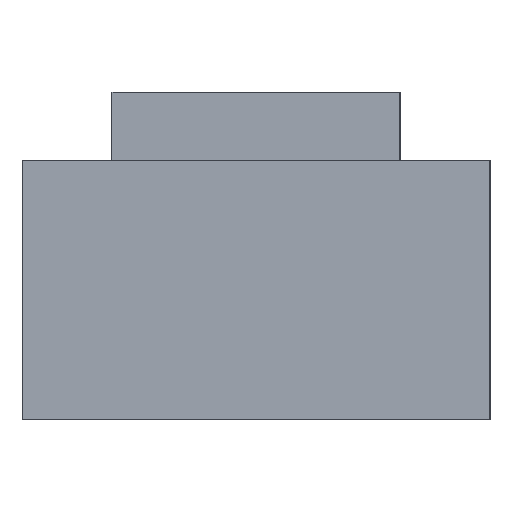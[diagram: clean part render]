
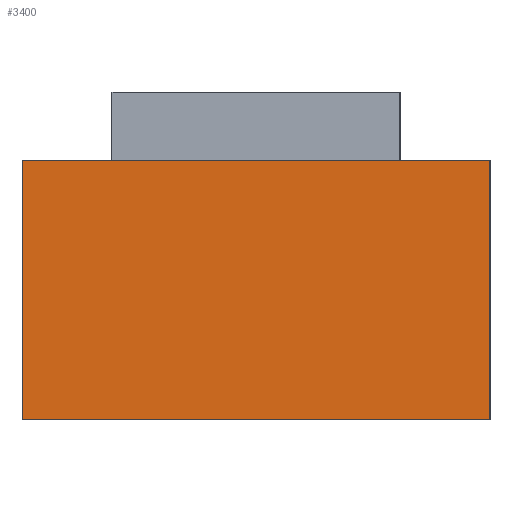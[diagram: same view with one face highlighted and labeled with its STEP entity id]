
A CAD part, front view. The second image highlights one B-rep face of the part: STEP entity #3400.
In plain terms, the highlighted planar face has unit normal (0, -1, 0).
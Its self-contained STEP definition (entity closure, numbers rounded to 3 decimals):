
#138=FACE_OUTER_BOUND('',#332,.T.);
#332=EDGE_LOOP('',(#2686,#2687,#2688,#2689));
#644=LINE('',#4976,#1117);
#793=LINE('',#5276,#1266);
#794=LINE('',#5277,#1267);
#795=LINE('',#5278,#1268);
#1117=VECTOR('',#3981,13.);
#1266=VECTOR('',#4268,13.);
#1267=VECTOR('',#4269,7.2);
#1268=VECTOR('',#4270,7.2);
#1554=VERTEX_POINT('',#4970);
#1556=VERTEX_POINT('',#4974);
#1637=VERTEX_POINT('',#5274);
#1638=VERTEX_POINT('',#5275);
#1894=EDGE_CURVE('',#1554,#1556,#644,.T.);
#2043=EDGE_CURVE('',#1637,#1638,#793,.T.);
#2044=EDGE_CURVE('',#1554,#1637,#794,.T.);
#2045=EDGE_CURVE('',#1638,#1556,#795,.T.);
#2686=ORIENTED_EDGE('',*,*,#2043,.F.);
#2687=ORIENTED_EDGE('',*,*,#2044,.F.);
#2688=ORIENTED_EDGE('',*,*,#1894,.T.);
#2689=ORIENTED_EDGE('',*,*,#2045,.F.);
#3209=PLANE('',#3614);
#3400=ADVANCED_FACE('',(#138),#3209,.F.);
#3614=AXIS2_PLACEMENT_3D('',#5273,#4266,#4267);
#3981=DIRECTION('',(-1.,0.,0.));
#4266=DIRECTION('center_axis',(0.,1.,0.));
#4267=DIRECTION('ref_axis',(0.,0.,-1.));
#4268=DIRECTION('',(-1.,0.,0.));
#4269=DIRECTION('',(0.,0.,-1.));
#4270=DIRECTION('',(0.,0.,1.));
#4970=CARTESIAN_POINT('',(6.5,-75.,-1.9));
#4974=CARTESIAN_POINT('',(-6.5,-75.,-1.9));
#4976=CARTESIAN_POINT('',(6.5,-75.,-1.9));
#5273=CARTESIAN_POINT('Origin',(0.,-75.,-5.5));
#5274=CARTESIAN_POINT('',(6.5,-75.,-9.1));
#5275=CARTESIAN_POINT('',(-6.5,-75.,-9.1));
#5276=CARTESIAN_POINT('',(6.5,-75.,-9.1));
#5277=CARTESIAN_POINT('',(6.5,-75.,-1.9));
#5278=CARTESIAN_POINT('',(-6.5,-75.,-9.1));
